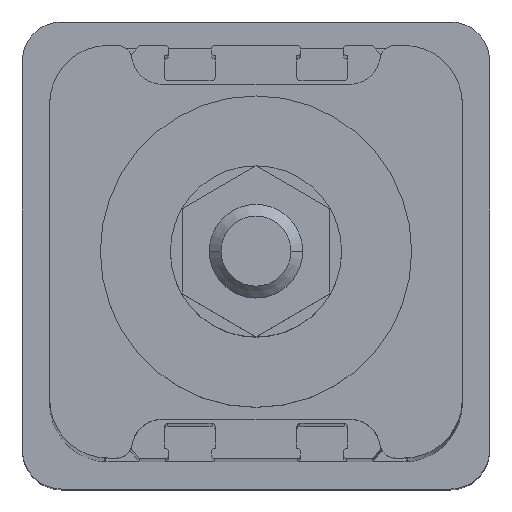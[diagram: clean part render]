
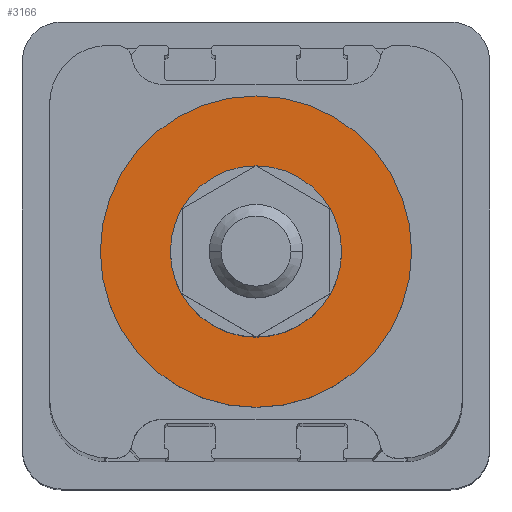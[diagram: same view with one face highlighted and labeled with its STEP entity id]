
A CAD part, top view. The second image highlights one B-rep face of the part: STEP entity #3166.
In plain terms, the highlighted planar face has unit normal (0, 0, 1).
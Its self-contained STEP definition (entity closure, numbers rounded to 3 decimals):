
#42 = ORIENTED_EDGE ( 'NONE', *, *, #4707, .F. ) ;
#48 = AXIS2_PLACEMENT_3D ( 'NONE', #3138, #4575, #1739 ) ;
#63 = CARTESIAN_POINT ( 'NONE',  ( -20., 0., 265. ) ) ;
#294 = VERTEX_POINT ( 'NONE', #4635 ) ;
#315 = ORIENTED_EDGE ( 'NONE', *, *, #2206, .F. ) ;
#905 = VERTEX_POINT ( 'NONE', #63 ) ;
#995 = DIRECTION ( 'NONE',  ( 0., 0., 1. ) ) ;
#1033 = ORIENTED_EDGE ( 'NONE', *, *, #3953, .T. ) ;
#1197 = AXIS2_PLACEMENT_3D ( 'NONE', #3842, #3819, #3395 ) ;
#1260 = PLANE ( 'NONE',  #48 ) ;
#1299 = DIRECTION ( 'NONE',  ( 0., 0., 1. ) ) ;
#1352 = VERTEX_POINT ( 'NONE', #2998 ) ;
#1566 = ORIENTED_EDGE ( 'NONE', *, *, #2860, .T. ) ;
#1739 = DIRECTION ( 'NONE',  ( 1., 0., 0. ) ) ;
#1878 = CARTESIAN_POINT ( 'NONE',  ( 11., 0., 265. ) ) ;
#1915 = CIRCLE ( 'NONE', #1988, 20. ) ;
#1988 = AXIS2_PLACEMENT_3D ( 'NONE', #2310, #5622, #2787 ) ;
#2082 = AXIS2_PLACEMENT_3D ( 'NONE', #3813, #995, #4299 ) ;
#2206 = EDGE_CURVE ( 'NONE', #2489, #1352, #5864, .T. ) ;
#2310 = CARTESIAN_POINT ( 'NONE',  ( 0., 0., 265. ) ) ;
#2475 = AXIS2_PLACEMENT_3D ( 'NONE', #4117, #1299, #4595 ) ;
#2489 = VERTEX_POINT ( 'NONE', #1878 ) ;
#2694 = EDGE_LOOP ( 'NONE', ( #1033, #1566 ) ) ;
#2787 = DIRECTION ( 'NONE',  ( 1., 0., 0. ) ) ;
#2860 = EDGE_CURVE ( 'NONE', #294, #905, #3635, .T. ) ;
#2905 = CIRCLE ( 'NONE', #2082, 11. ) ;
#2998 = CARTESIAN_POINT ( 'NONE',  ( -11., 0., 265. ) ) ;
#3138 = CARTESIAN_POINT ( 'NONE',  ( 0., 0., 265. ) ) ;
#3166 = ADVANCED_FACE ( 'NONE', ( #4372, #5636 ), #1260, .T. ) ;
#3395 = DIRECTION ( 'NONE',  ( 1., 0., 0. ) ) ;
#3635 = CIRCLE ( 'NONE', #2475, 20. ) ;
#3813 = CARTESIAN_POINT ( 'NONE',  ( 0., 0., 265. ) ) ;
#3819 = DIRECTION ( 'NONE',  ( 0., 0., 1. ) ) ;
#3842 = CARTESIAN_POINT ( 'NONE',  ( 0., 0., 265. ) ) ;
#3953 = EDGE_CURVE ( 'NONE', #905, #294, #1915, .T. ) ;
#4117 = CARTESIAN_POINT ( 'NONE',  ( 0., 0., 265. ) ) ;
#4299 = DIRECTION ( 'NONE',  ( 1., 0., 0. ) ) ;
#4372 = FACE_BOUND ( 'NONE', #4791, .T. ) ;
#4575 = DIRECTION ( 'NONE',  ( 0., 0., 1. ) ) ;
#4595 = DIRECTION ( 'NONE',  ( 1., 0., 0. ) ) ;
#4635 = CARTESIAN_POINT ( 'NONE',  ( 20., 0., 265. ) ) ;
#4707 = EDGE_CURVE ( 'NONE', #1352, #2489, #2905, .T. ) ;
#4791 = EDGE_LOOP ( 'NONE', ( #42, #315 ) ) ;
#5622 = DIRECTION ( 'NONE',  ( 0., 0., 1. ) ) ;
#5636 = FACE_OUTER_BOUND ( 'NONE', #2694, .T. ) ;
#5864 = CIRCLE ( 'NONE', #1197, 11. ) ;
